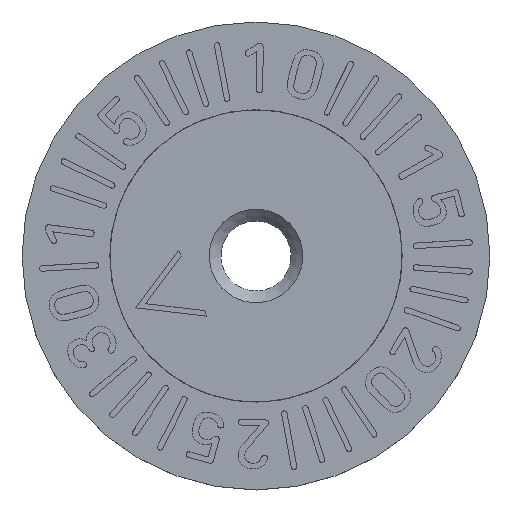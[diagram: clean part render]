
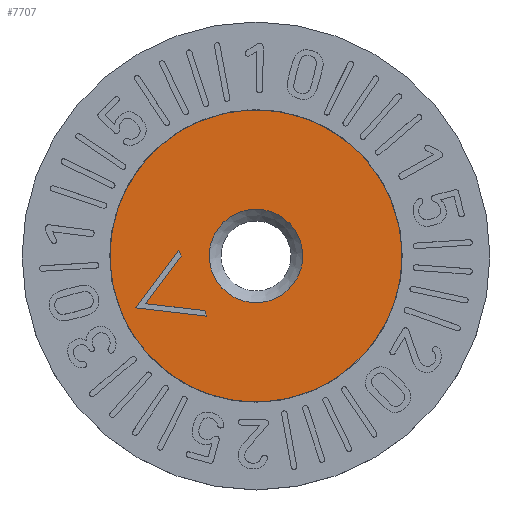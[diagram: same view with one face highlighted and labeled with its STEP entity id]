
A CAD part, top view. The second image highlights one B-rep face of the part: STEP entity #7707.
In plain terms, the highlighted planar face has unit normal (0, 0, 1).
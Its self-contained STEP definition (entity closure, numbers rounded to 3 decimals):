
#46=CIRCLE('',#7926,4.);
#49=CIRCLE('',#7931,12.5);
#95=FACE_BOUND('',#1132,.T.);
#96=FACE_BOUND('',#1133,.T.);
#239=PLANE('',#7930);
#663=FACE_OUTER_BOUND('',#1131,.T.);
#1131=EDGE_LOOP('',(#6992));
#1132=EDGE_LOOP('',(#6993,#6994,#6995,#6996,#6997,#6998));
#1133=EDGE_LOOP('',(#6999));
#1692=LINE('',#14793,#2266);
#1696=LINE('',#14801,#2270);
#1699=LINE('',#14807,#2273);
#1702=LINE('',#14813,#2276);
#1705=LINE('',#14819,#2279);
#1708=LINE('',#14824,#2282);
#2266=VECTOR('',#8797,10.);
#2270=VECTOR('',#8803,10.);
#2273=VECTOR('',#8808,10.);
#2276=VECTOR('',#8813,10.);
#2279=VECTOR('',#8818,10.);
#2282=VECTOR('',#8823,10.);
#3576=VERTEX_POINT('',#14791);
#3577=VERTEX_POINT('',#14792);
#3580=VERTEX_POINT('',#14800);
#3582=VERTEX_POINT('',#14806);
#3584=VERTEX_POINT('',#14812);
#3586=VERTEX_POINT('',#14818);
#3588=VERTEX_POINT('',#14828);
#3591=VERTEX_POINT('',#14838);
#4705=EDGE_CURVE('',#3576,#3577,#1692,.T.);
#4709=EDGE_CURVE('',#3580,#3576,#1696,.T.);
#4712=EDGE_CURVE('',#3582,#3580,#1699,.T.);
#4715=EDGE_CURVE('',#3584,#3582,#1702,.T.);
#4718=EDGE_CURVE('',#3586,#3584,#1705,.T.);
#4721=EDGE_CURVE('',#3577,#3586,#1708,.T.);
#4723=EDGE_CURVE('',#3588,#3588,#46,.T.);
#4728=EDGE_CURVE('',#3591,#3591,#49,.T.);
#6992=ORIENTED_EDGE('',*,*,#4728,.T.);
#6993=ORIENTED_EDGE('',*,*,#4705,.T.);
#6994=ORIENTED_EDGE('',*,*,#4721,.T.);
#6995=ORIENTED_EDGE('',*,*,#4718,.T.);
#6996=ORIENTED_EDGE('',*,*,#4715,.T.);
#6997=ORIENTED_EDGE('',*,*,#4712,.T.);
#6998=ORIENTED_EDGE('',*,*,#4709,.T.);
#6999=ORIENTED_EDGE('',*,*,#4723,.F.);
#7707=ADVANCED_FACE('',(#663,#95,#96),#239,.T.);
#7926=AXIS2_PLACEMENT_3D('',#14829,#8829,#8830);
#7930=AXIS2_PLACEMENT_3D('',#14837,#8839,#8840);
#7931=AXIS2_PLACEMENT_3D('',#14839,#8841,#8842);
#8797=DIRECTION('',(-0.866,-0.499,0.));
#8803=DIRECTION('',(-0.001,-1.,0.));
#8808=DIRECTION('',(0.866,0.499,0.));
#8813=DIRECTION('',(-0.866,0.501,0.));
#8818=DIRECTION('',(-0.001,-1.,0.));
#8823=DIRECTION('',(0.866,-0.501,0.));
#8829=DIRECTION('center_axis',(0.,0.,1.));
#8830=DIRECTION('ref_axis',(-1.,0.,0.));
#8839=DIRECTION('center_axis',(0.,0.,1.));
#8840=DIRECTION('ref_axis',(1.,0.,0.));
#8841=DIRECTION('center_axis',(0.,0.,1.));
#8842=DIRECTION('ref_axis',(1.,0.,0.));
#14791=CARTESIAN_POINT('',(-5.887,2.538,4.8));
#14792=CARTESIAN_POINT('',(-10.285,0.002,4.8));
#14793=CARTESIAN_POINT('',(-4.227,3.495,4.8));
#14800=CARTESIAN_POINT('',(-5.887,3.057,4.8));
#14801=CARTESIAN_POINT('',(-5.888,1.53,4.8));
#14806=CARTESIAN_POINT('',(-11.185,0.002,4.8));
#14807=CARTESIAN_POINT('',(-6.989,2.422,4.8));
#14812=CARTESIAN_POINT('',(-5.89,-3.059,4.8));
#14813=CARTESIAN_POINT('',(-4.346,-3.952,4.8));
#14818=CARTESIAN_POINT('',(-5.89,-2.539,4.8));
#14819=CARTESIAN_POINT('',(-5.889,-1.268,4.8));
#14824=CARTESIAN_POINT('',(-6.431,-2.227,4.8));
#14828=CARTESIAN_POINT('',(4.,0.,4.8));
#14829=CARTESIAN_POINT('Origin',(0.,0.,4.8));
#14837=CARTESIAN_POINT('Origin',(0.,0.,4.8));
#14838=CARTESIAN_POINT('',(-12.5,0.,4.8));
#14839=CARTESIAN_POINT('Origin',(0.,0.,4.8));
